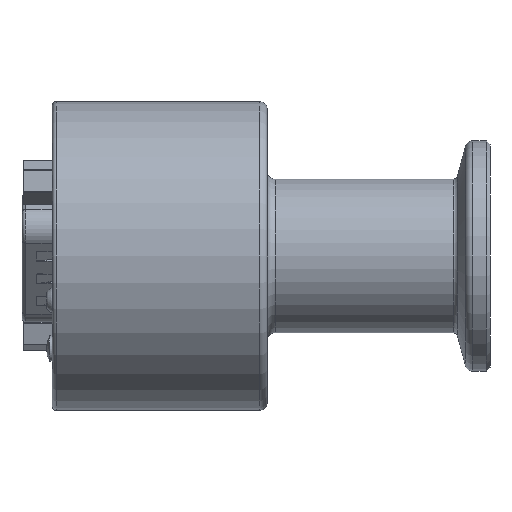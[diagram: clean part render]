
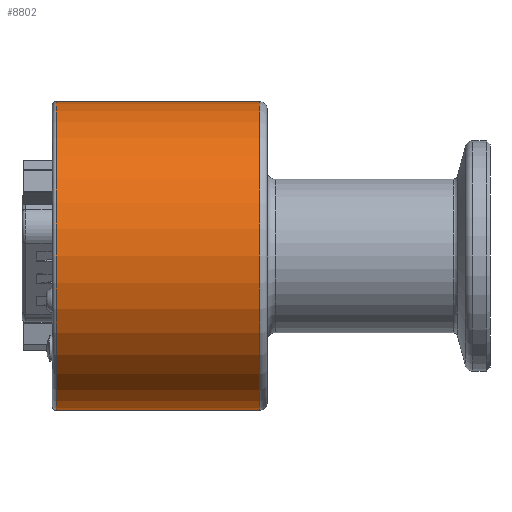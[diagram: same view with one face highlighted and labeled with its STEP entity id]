
A CAD part, left-side view. The second image highlights one B-rep face of the part: STEP entity #8802.
In plain terms, the highlighted cylindrical face has radius 20.1 mm (diameter 40.2 mm), a full revolution.
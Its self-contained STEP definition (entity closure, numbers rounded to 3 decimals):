
#391=CYLINDRICAL_SURFACE('',#9692,20.1);
#1134=LINE('',#17732,#1881);
#1881=VECTOR('',#12173,20.1);
#2447=FACE_OUTER_BOUND('',#3018,.T.);
#3018=EDGE_LOOP('',(#7969,#7970,#7971,#7972,#7973,#7974));
#3324=CIRCLE('',#9422,20.1);
#3325=CIRCLE('',#9423,20.1);
#3409=CIRCLE('',#9690,20.1);
#3410=CIRCLE('',#9691,20.1);
#4049=VERTEX_POINT('',#16282);
#4050=VERTEX_POINT('',#16284);
#4207=VERTEX_POINT('',#17726);
#4208=VERTEX_POINT('',#17728);
#5137=EDGE_CURVE('',#4049,#4050,#3324,.T.);
#5138=EDGE_CURVE('',#4050,#4049,#3325,.T.);
#5466=EDGE_CURVE('',#4207,#4208,#3409,.T.);
#5467=EDGE_CURVE('',#4208,#4207,#3410,.T.);
#5468=EDGE_CURVE('',#4208,#4050,#1134,.T.);
#7969=ORIENTED_EDGE('',*,*,#5467,.F.);
#7970=ORIENTED_EDGE('',*,*,#5468,.T.);
#7971=ORIENTED_EDGE('',*,*,#5137,.F.);
#7972=ORIENTED_EDGE('',*,*,#5138,.F.);
#7973=ORIENTED_EDGE('',*,*,#5468,.F.);
#7974=ORIENTED_EDGE('',*,*,#5466,.F.);
#8802=ADVANCED_FACE('',(#2447),#391,.T.);
#9422=AXIS2_PLACEMENT_3D('',#16285,#11429,#11430);
#9423=AXIS2_PLACEMENT_3D('',#16286,#11431,#11432);
#9690=AXIS2_PLACEMENT_3D('',#17729,#12167,#12168);
#9691=AXIS2_PLACEMENT_3D('',#17730,#12169,#12170);
#9692=AXIS2_PLACEMENT_3D('',#17731,#12171,#12172);
#11429=DIRECTION('center_axis',(0.,1.,0.));
#11430=DIRECTION('ref_axis',(0.643,0.,-0.766));
#11431=DIRECTION('center_axis',(0.,1.,0.));
#11432=DIRECTION('ref_axis',(0.643,0.,-0.766));
#12167=DIRECTION('center_axis',(0.,-1.,0.));
#12168=DIRECTION('ref_axis',(1.,0.,0.));
#12169=DIRECTION('center_axis',(0.,-1.,0.));
#12170=DIRECTION('ref_axis',(1.,0.,0.));
#12171=DIRECTION('center_axis',(0.,-1.,0.));
#12172=DIRECTION('ref_axis',(1.,0.,0.));
#12173=DIRECTION('',(0.,1.,0.));
#16282=CARTESIAN_POINT('',(-12.92,39.5,15.397));
#16284=CARTESIAN_POINT('',(-20.1,39.5,0.));
#16285=CARTESIAN_POINT('Origin',(0.,39.5,0.));
#16286=CARTESIAN_POINT('Origin',(0.,39.5,0.));
#17726=CARTESIAN_POINT('',(0.,13.,20.1));
#17728=CARTESIAN_POINT('',(-20.1,13.,0.));
#17729=CARTESIAN_POINT('Origin',(0.,13.,0.));
#17730=CARTESIAN_POINT('Origin',(0.,13.,0.));
#17731=CARTESIAN_POINT('Origin',(0.,13.5,0.));
#17732=CARTESIAN_POINT('',(-20.1,13.5,0.));
